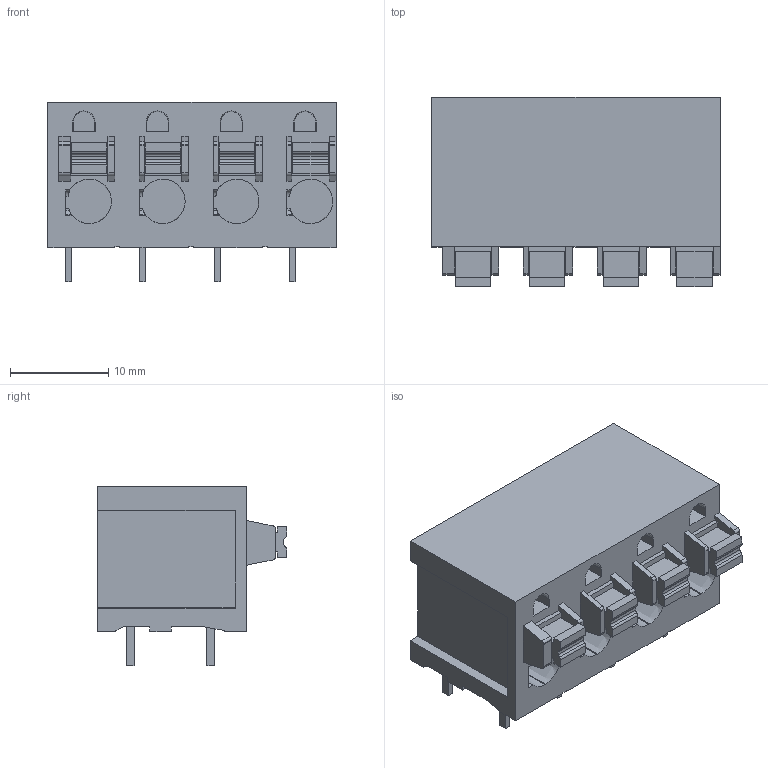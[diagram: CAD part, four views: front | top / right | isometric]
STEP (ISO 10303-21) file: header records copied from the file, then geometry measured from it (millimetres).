
FILE_DESCRIPTION(('CATIA V5R24 STEP','CAx-IF Rec.Pracs.--- Model Styling and Organization---1.4--- 2014-01-23'),'2;1');
FILE_NAME ('1115359-1_0', '2020-02-04T07:21:07+00:00', ('Weidmueller Interface'), ('Weidmueller'), 'CATIA Version 5-6 Release 2016 SP3 HF44', 'CATIA V5 STEP AP214', 'none');
FILE_SCHEMA(('AUTOMOTIVE_DESIGN { 1 0 10303 214 1 1 1 1 }'));
Length unit declared in the file: millimetre
Products named in the file (1): 2667830000
Bounding box: 29.3 x 19.24 x 18.3 mm (x, y, z)
Volume: 6233.7 mm3; surface area: 3314.6 mm2
Topology: 13 solids, 13 shells, 407 faces, 1094 edges, 724 vertices
Faces by surface type: plane 315, extrusion 44, cylinder 44, cone 4
Entity records: 12464 total; most frequent: CARTESIAN_POINT 2951, ORIENTED_EDGE 2188, DIRECTION 1502, EDGE_CURVE 1094, VECTOR 959, LINE 915, VERTEX_POINT 724, EDGE_LOOP 418
